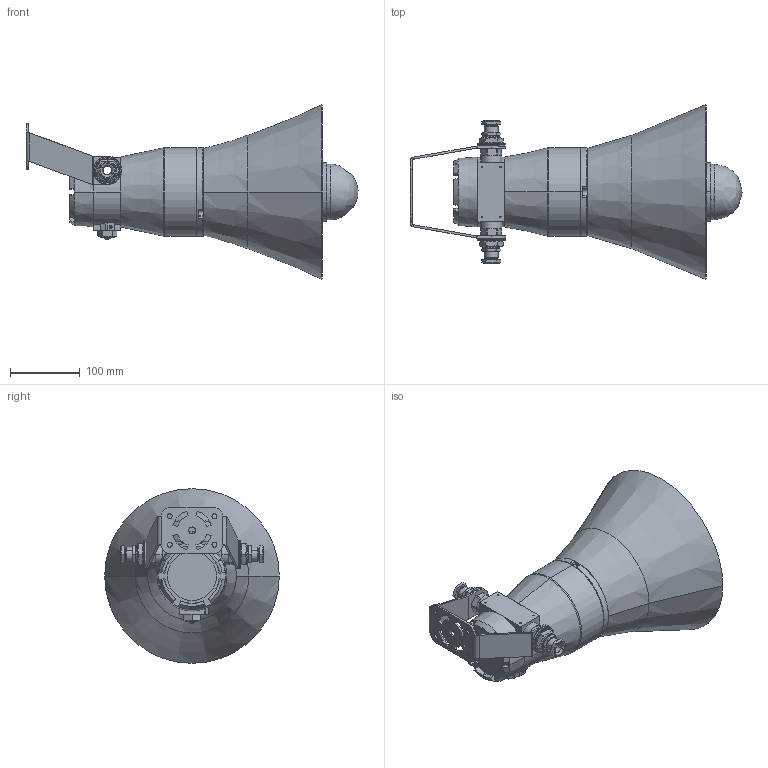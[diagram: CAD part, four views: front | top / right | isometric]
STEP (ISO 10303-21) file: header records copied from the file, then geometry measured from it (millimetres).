
FILE_DESCRIPTION (( 'STEP AP203' ), '1' );
FILE_NAME ('覲-07-д.000 捘.STEP', '2025-05-20T11:07:09', ( '' ), ( '' ), 'SwSTEP 2.0', 'SolidWorks 2020', '' );
FILE_SCHEMA (( 'CONFIG_CONTROL_DESIGN' ));
Length unit declared in the file: millimetre
Products named in the file (20): ﾂﾊ-00.109 ﾏ褞襄鮏; Òðóáêà òåðìîóñàäî÷íàÿ Deray H-1,6-0,8 L=20ìì; ﾂﾑ-07-ﾇﾌ.300 ﾑﾁ ﾈ淸韭瑣ⅱ; 覲-07-д.001 扻豵鵨; ﾎﾑ-00.005 ﾊ鸙矜; ÂÑ-07-ÇÌ.012 Ãàéêà ñêîáû; 釉-00.009 署赅; 卵-07-翘.301 青汶篪赅; Ñâåòîäèîä L-53SRC-F (êðàñíûé, ñ âûâîäàìè, d=5ìì), Kingbright; Ðóïîð ãðîìêîãîâîðèòåëÿ HS-20; 覲-07-д.000 捘; ÂÑ-07-ÇÌ.006 Ôëàíåö êîñîå îòâ; ÒÂÊ-00.023 Ãàéêà; ÃÐÂ-00.501 Ñêîáà ÂÑ-07-ÇÌ; ﾘ琺矜 ⅰⅱ浯 ﾌ25 NORD-LOCK DIN 25201; 覲-07-д.302 栱殣鍒鍱; ÂÑ-07-ÇÌ.003 Âñòàâêà; ÂÑ-07-ÇÌ.007 ×àøêà êîëáû; ﾂﾊ-00.015 ﾊﾂﾎ ; 覲-07-д.008 昳譇糈蠈錪 HS20
Assembly tree (25 placements, depth 3):
  覲-07-д.000 捘
    ﾂﾑ-07-ﾇﾌ.300 ﾑﾁ ﾈ淸韭瑣ⅱ
      卵-07-翘.301 青汶篪赅
      覲-07-д.302 栱殣鍒鍱
      Ñâåòîäèîä L-53SRC-F (êðàñíûé, ñ âûâîäàìè, d=5ìì), Kingbright
      Òðóáêà òåðìîóñàäî÷íàÿ Deray H-1,6-0,8 L=20ìì  x2
    覲-07-д.001 扻豵鵨
    ÂÑ-07-ÇÌ.003 Âñòàâêà
    ÂÑ-07-ÇÌ.006 Ôëàíåö êîñîå îòâ
    ÂÑ-07-ÇÌ.007 ×àøêà êîëáû
    覲-07-д.008 昳譇糈蠈錪 HS20
    ÂÑ-07-ÇÌ.012 Ãàéêà ñêîáû  x2
    ÃÐÂ-00.501 Ñêîáà ÂÑ-07-ÇÌ
    ﾎﾑ-00.005 ﾊ鸙矜
    釉-00.009 署赅
    ﾂﾊ-00.109 ﾏ褞襄鮏  x2
    ÒÂÊ-00.023 Ãàéêà  x2
    ﾂﾊ-00.015 ﾊﾂﾎ   x2
    ﾘ琺矜 ⅰⅱ浯 ﾌ25 NORD-LOCK DIN 25201  x2
    Ðóïîð ãðîìêîãîâîðèòåëÿ HS-20
Bounding box: 475.23 x 250 x 250 mm (x, y, z)
Volume: 1264427.1 mm3; surface area: 650038.3 mm2
Topology: 182 solids, 182 shells, 2204 faces, 4860 edges, 3055 vertices
Faces by surface type: plane 867, cylinder 704, bspline 351, cone 264, torus 16, sphere 2
Entity records: 88945 total; most frequent: CARTESIAN_POINT 52796, ORIENTED_EDGE 7292, DIRECTION 6384, EDGE_CURVE 3646, AXIS2_PLACEMENT_3D 2492, VERTEX_POINT 2271, EDGE_LOOP 1783, ADVANCED_FACE 1618
